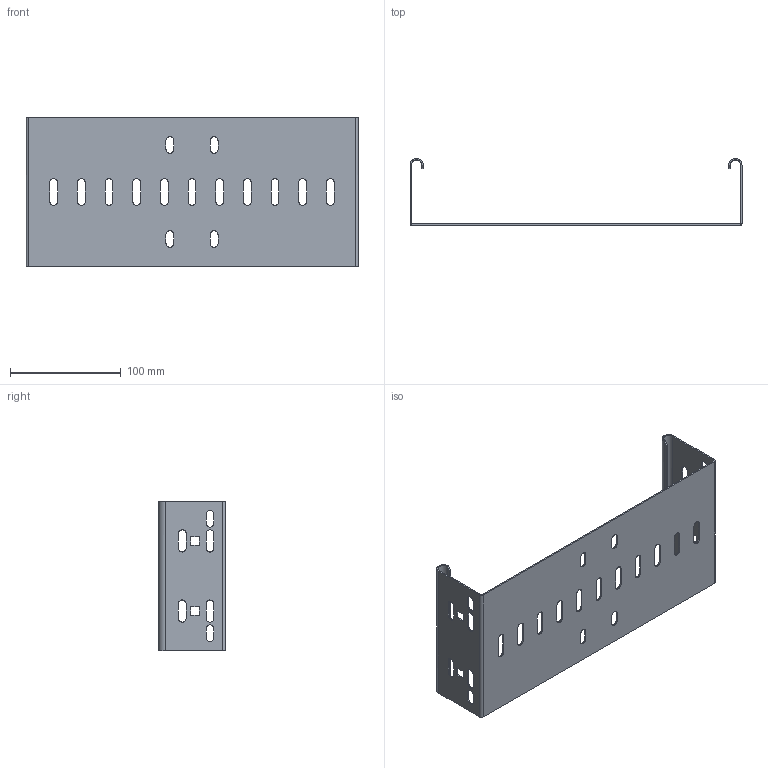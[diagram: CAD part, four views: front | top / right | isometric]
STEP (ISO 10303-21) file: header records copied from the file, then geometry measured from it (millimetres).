
FILE_DESCRIPTION(/* description */ (''),/* implementation_level */ '2;1');
FILE_NAME(/* name */ '6065716',/* time_stamp */ '2014-09-25T13:59:38+02:00',/* author */ (''),/* organization */ (''),/* preprocessor_version */ 'ST-DEVELOPER v15',/* originating_system */ '',/* authorisation */ '');
FILE_SCHEMA (('AUTOMOTIVE_DESIGN'));
Length unit declared in the file: millimetre
Products named in the file (1): Document
Bounding box: 300 x 60.49 x 135 mm (x, y, z)
Volume: 70466.3 mm3; surface area: 115735.8 mm2
Topology: 1 solids, 1 shells, 174 faces, 508 edges, 336 vertices
Faces by surface type: bspline 94, plane 80
Entity records: 6348 total; most frequent: CARTESIAN_POINT 3270, ORIENTED_EDGE 1016, EDGE_CURVE 508, VERTEX_POINT 336, B_SPLINE_CURVE_WITH_KNOTS 307, EDGE_LOOP 236, ADVANCED_FACE 174, FACE_OUTER_BOUND 174
